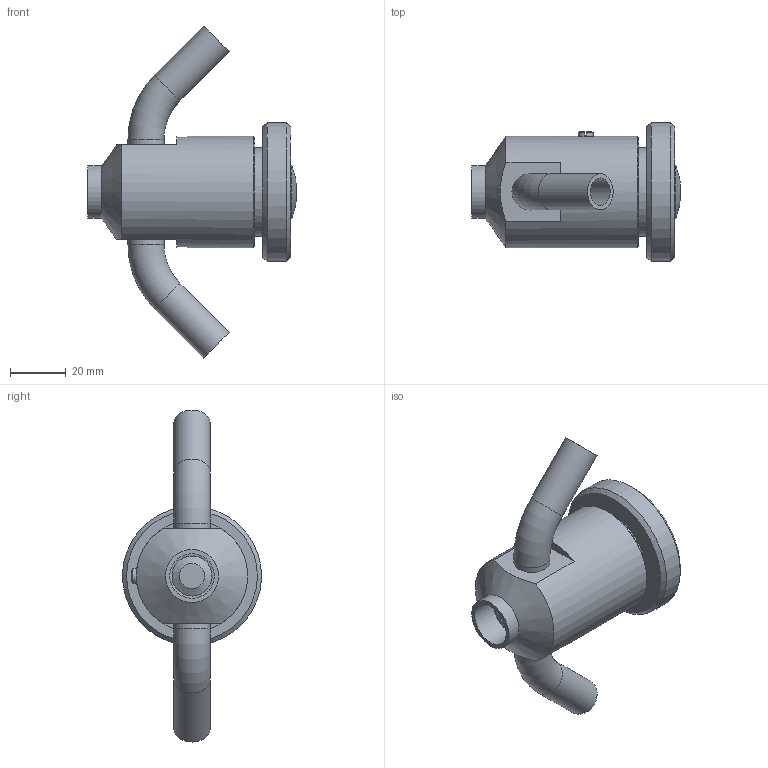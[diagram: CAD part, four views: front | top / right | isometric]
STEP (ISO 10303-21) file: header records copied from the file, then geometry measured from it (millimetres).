
FILE_DESCRIPTION((''),'2;1');
FILE_NAME('91162015XX00.stp','2010-11-08T07:41:25',('Thilbrands'),(''),'Autodesk Inventor 2011','Autodesk Inventor 2011','');
FILE_SCHEMA(('AUTOMOTIVE_DESIGN { 1 0 10303 214 1 1 1 1 }'));
Length unit declared in the file: millimetre
Products named in the file (1): ENG-009453_Konturvereinfachung_1
Bounding box: 75.06 x 49.97 x 119.32 mm (x, y, z)
Volume: 75310.4 mm3; surface area: 32969.7 mm2
Topology: 1 solids, 3 shells, 98 faces, 209 edges, 134 vertices
Faces by surface type: plane 34, cylinder 32, cone 20, torus 10, sphere 1, bspline 1
Full cylindrical faces by diameter (mm): 2.8 x1, 4 x1, 4.917 x1, 5.5 x1, 6 x1, 7 x1, 10 x4, 11.8 x1, 11.9 x1, 12.1 x1, 13 x5, 14 x1, 16 x1, 19 x2, 24 x1, 25 x2, 31.3 x2, 31.4 x1, 32 x1, 34 x1, 40 x1, 50 x1
Entity records: 2468 total; most frequent: CARTESIAN_POINT 523, DIRECTION 396, ORIENTED_EDGE 252, AXIS2_PLACEMENT_3D 190, EDGE_LOOP 184, EDGE_CURVE 126, VERTEX_POINT 112, STYLED_ITEM 99
